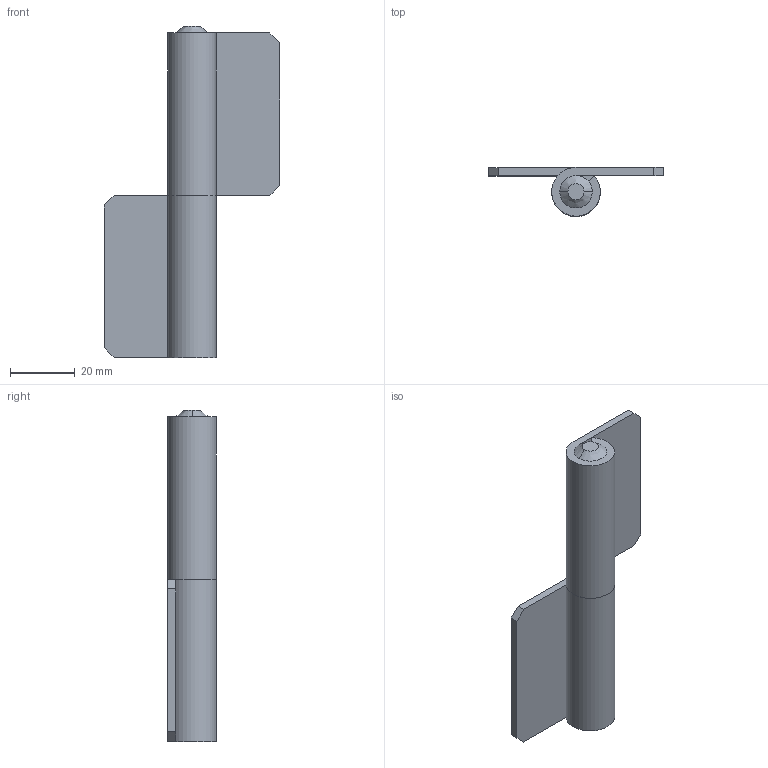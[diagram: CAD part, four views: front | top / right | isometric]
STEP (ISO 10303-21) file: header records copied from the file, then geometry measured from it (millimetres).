
FILE_DESCRIPTION( (''), '2;1');
FILE_NAME ('PC14.2064.TH_119_4_10999.stp','2020-05-01T14:50:20',(''),(''),'spGate 16.7.1','','');
FILE_SCHEMA (('AUTOMOTIVE_DESIGN'));
Length unit declared in the file: millimetre
Products named in the file (3): Assembly; ヒンジピース(A)組立; ヒンジピース(B)
Assembly tree (2 placements, depth 2):
  Assembly
    ヒンジピース(A)組立
    ヒンジピース(B)
Bounding box: 54 x 14.98 x 102 mm (x, y, z)
Volume: 22603.7 mm3; surface area: 13612.1 mm2
Topology: 2 solids, 2 shells, 27 faces, 65 edges, 42 vertices
Faces by surface type: plane 18, cylinder 5, bspline 4
Entity records: 1413 total; most frequent: CARTESIAN_POINT 182, DIRECTION 136, ORIENTED_EDGE 130, COLOUR_RGB 94, PRESENTATION_STYLE_ASSIGNMENT 94, STYLED_ITEM 94, EDGE_CURVE 65, DRAUGHTING_PRE_DEFINED_CURVE_FONT 65
